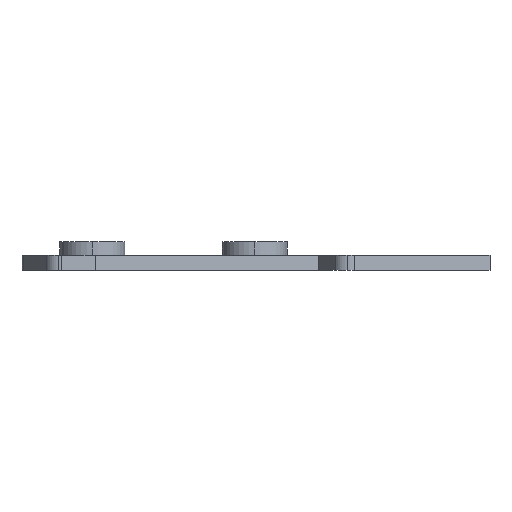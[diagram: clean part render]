
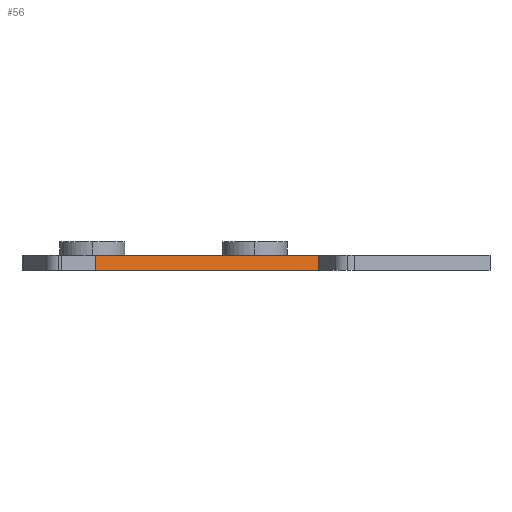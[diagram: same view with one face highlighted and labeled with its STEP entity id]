
A CAD part, left-side view. The second image highlights one B-rep face of the part: STEP entity #56.
In plain terms, the highlighted planar face has unit normal (-0.866, -0.5, 0).
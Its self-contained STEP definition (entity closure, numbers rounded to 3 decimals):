
#56 = ADVANCED_FACE ( 'NONE', ( #928 ), #589, .F. ) ;
#58 = DIRECTION ( 'NONE',  ( 0., 0., -1. ) ) ;
#96 = ORIENTED_EDGE ( 'NONE', *, *, #591, .F. ) ;
#172 = VERTEX_POINT ( 'NONE', #305 ) ;
#305 = CARTESIAN_POINT ( 'NONE',  ( -13.025, 8.06, 0. ) ) ;
#338 = DIRECTION ( 'NONE',  ( 0.5, -0.866, 0. ) ) ;
#403 = CARTESIAN_POINT ( 'NONE',  ( -13.025, 8.06, 1.6 ) ) ;
#452 = CARTESIAN_POINT ( 'NONE',  ( -13.025, 8.06, 1.6 ) ) ;
#477 = LINE ( 'NONE', #1307, #744 ) ;
#483 = EDGE_CURVE ( 'NONE', #855, #172, #1142, .T. ) ;
#514 = DIRECTION ( 'NONE',  ( -0.5, 0.866, 0. ) ) ;
#516 = DIRECTION ( 'NONE',  ( 0.866, 0.5, 0. ) ) ;
#589 = PLANE ( 'NONE',  #1001 ) ;
#591 = EDGE_CURVE ( 'NONE', #1183, #819, #726, .T. ) ;
#681 = CARTESIAN_POINT ( 'NONE',  ( -13.025, 8.06, 1.6 ) ) ;
#686 = DIRECTION ( 'NONE',  ( 0., 0., -1. ) ) ;
#702 = CARTESIAN_POINT ( 'NONE',  ( -13.025, 8.06, 1.6 ) ) ;
#721 = ORIENTED_EDGE ( 'NONE', *, *, #483, .T. ) ;
#726 = LINE ( 'NONE', #403, #1389 ) ;
#744 = VECTOR ( 'NONE', #686, 1000. ) ;
#754 = ORIENTED_EDGE ( 'NONE', *, *, #846, .T. ) ;
#804 = VECTOR ( 'NONE', #338, 1000. ) ;
#819 = VERTEX_POINT ( 'NONE', #681 ) ;
#846 = EDGE_CURVE ( 'NONE', #1183, #855, #477, .T. ) ;
#855 = VERTEX_POINT ( 'NONE', #1319 ) ;
#870 = EDGE_CURVE ( 'NONE', #819, #172, #1260, .T. ) ;
#911 = VECTOR ( 'NONE', #58, 1000. ) ;
#928 = FACE_OUTER_BOUND ( 'NONE', #1465, .T. ) ;
#932 = CARTESIAN_POINT ( 'NONE',  ( -13.025, 8.06, 0. ) ) ;
#1001 = AXIS2_PLACEMENT_3D ( 'NONE', #702, #516, #514 ) ;
#1056 = ORIENTED_EDGE ( 'NONE', *, *, #870, .F. ) ;
#1142 = LINE ( 'NONE', #932, #804 ) ;
#1183 = VERTEX_POINT ( 'NONE', #1296 ) ;
#1260 = LINE ( 'NONE', #452, #911 ) ;
#1296 = CARTESIAN_POINT ( 'NONE',  ( -26.775, 31.876, 1.6 ) ) ;
#1307 = CARTESIAN_POINT ( 'NONE',  ( -26.775, 31.876, 1.6 ) ) ;
#1319 = CARTESIAN_POINT ( 'NONE',  ( -26.775, 31.876, 0. ) ) ;
#1386 = DIRECTION ( 'NONE',  ( 0.5, -0.866, 0. ) ) ;
#1389 = VECTOR ( 'NONE', #1386, 1000. ) ;
#1465 = EDGE_LOOP ( 'NONE', ( #721, #1056, #96, #754 ) ) ;
